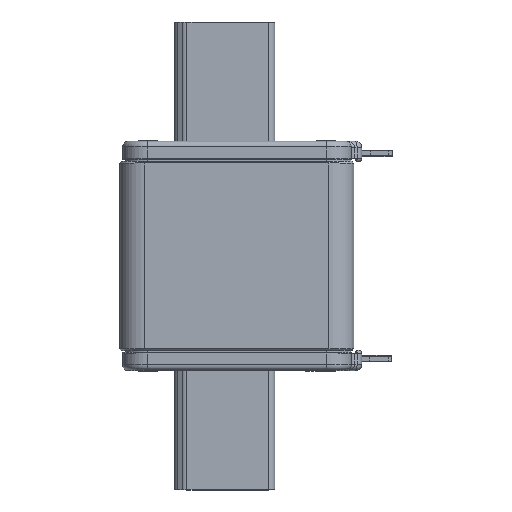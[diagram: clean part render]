
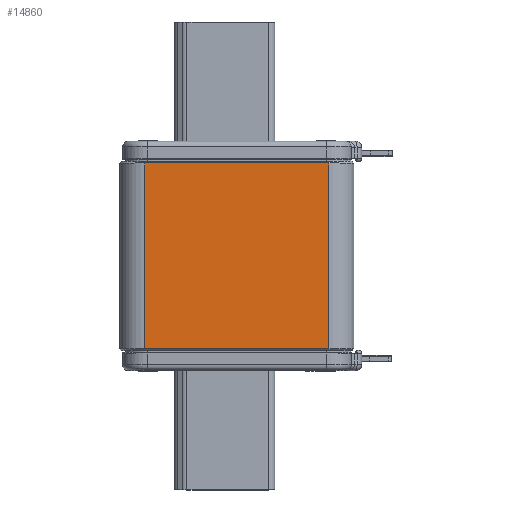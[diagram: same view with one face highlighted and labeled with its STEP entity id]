
A CAD part, top view. The second image highlights one B-rep face of the part: STEP entity #14860.
In plain terms, the highlighted planar face has unit normal (0, 0, 1).
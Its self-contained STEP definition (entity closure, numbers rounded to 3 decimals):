
#72 = VERTEX_POINT ( 'NONE', #1807 ) ;
#269 = LINE ( 'NONE', #4993, #14171 ) ;
#420 = EDGE_CURVE ( 'NONE', #14323, #1165, #6642, .T. ) ;
#1014 = DIRECTION ( 'NONE',  ( -1., 0., 0. ) ) ;
#1165 = VERTEX_POINT ( 'NONE', #6107 ) ;
#1807 = CARTESIAN_POINT ( 'NONE',  ( -29.5, -29.75, 35. ) ) ;
#2043 = CARTESIAN_POINT ( 'NONE',  ( 29.5, -29.75, 35. ) ) ;
#2682 = VECTOR ( 'NONE', #15151, 1000. ) ;
#3070 = LINE ( 'NONE', #3862, #7087 ) ;
#3862 = CARTESIAN_POINT ( 'NONE',  ( -29.5, 30.25, 35. ) ) ;
#4253 = DIRECTION ( 'NONE',  ( -1., 0., 0. ) ) ;
#4993 = CARTESIAN_POINT ( 'NONE',  ( -37.5, -29.75, 35. ) ) ;
#5409 = EDGE_CURVE ( 'NONE', #72, #16114, #269, .T. ) ;
#6107 = CARTESIAN_POINT ( 'NONE',  ( -29.5, 29.75, 35. ) ) ;
#6642 = LINE ( 'NONE', #14989, #9346 ) ;
#7087 = VECTOR ( 'NONE', #11923, 1000. ) ;
#7409 = FACE_OUTER_BOUND ( 'NONE', #15956, .T. ) ;
#8972 = DIRECTION ( 'NONE',  ( 1., 0., 0. ) ) ;
#9083 = DIRECTION ( 'NONE',  ( 0., 0., -1. ) ) ;
#9346 = VECTOR ( 'NONE', #4253, 1000. ) ;
#9386 = AXIS2_PLACEMENT_3D ( 'NONE', #17148, #9083, #1014 ) ;
#9682 = EDGE_CURVE ( 'NONE', #16114, #14323, #11105, .T. ) ;
#10702 = EDGE_CURVE ( 'NONE', #1165, #72, #3070, .T. ) ;
#11105 = LINE ( 'NONE', #12448, #2682 ) ;
#11749 = PLANE ( 'NONE',  #9386 ) ;
#11923 = DIRECTION ( 'NONE',  ( 0., -1., 0. ) ) ;
#11967 = ORIENTED_EDGE ( 'NONE', *, *, #10702, .T. ) ;
#12448 = CARTESIAN_POINT ( 'NONE',  ( 29.5, 30.25, 35. ) ) ;
#14171 = VECTOR ( 'NONE', #8972, 1000. ) ;
#14323 = VERTEX_POINT ( 'NONE', #14688 ) ;
#14688 = CARTESIAN_POINT ( 'NONE',  ( 29.5, 29.75, 35. ) ) ;
#14860 = ADVANCED_FACE ( 'NONE', ( #7409 ), #11749, .F. ) ;
#14989 = CARTESIAN_POINT ( 'NONE',  ( -29.5, 29.75, 35. ) ) ;
#15151 = DIRECTION ( 'NONE',  ( 0., 1., 0. ) ) ;
#15670 = ORIENTED_EDGE ( 'NONE', *, *, #5409, .T. ) ;
#15956 = EDGE_LOOP ( 'NONE', ( #11967, #15670, #17364, #16089 ) ) ;
#16089 = ORIENTED_EDGE ( 'NONE', *, *, #420, .T. ) ;
#16114 = VERTEX_POINT ( 'NONE', #2043 ) ;
#17148 = CARTESIAN_POINT ( 'NONE',  ( -37.5, 30.25, 35. ) ) ;
#17364 = ORIENTED_EDGE ( 'NONE', *, *, #9682, .T. ) ;
